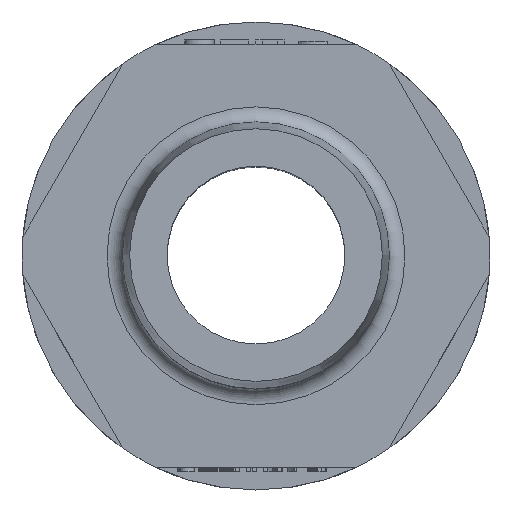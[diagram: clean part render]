
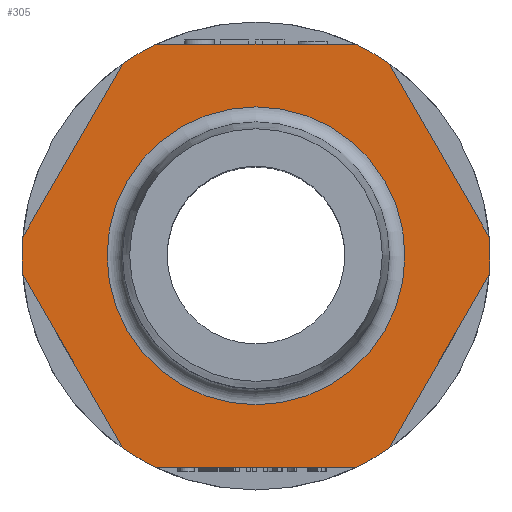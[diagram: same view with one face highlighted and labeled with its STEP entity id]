
A CAD part, top view. The second image highlights one B-rep face of the part: STEP entity #305.
In plain terms, the highlighted planar face has unit normal (0, 0, 1).
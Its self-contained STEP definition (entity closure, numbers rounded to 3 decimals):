
#262=CIRCLE('',#3102,15.);
#264=CIRCLE('',#3104,15.);
#266=CIRCLE('',#3106,15.);
#268=CIRCLE('',#3108,15.);
#270=CIRCLE('',#3110,15.);
#272=CIRCLE('',#3112,15.);
#276=CIRCLE('',#3118,9.55);
#305=ADVANCED_FACE('',(#959,#960),#478,.T.);
#478=PLANE('',#3119);
#589=LINE('',#4218,#743);
#594=LINE('',#4396,#748);
#601=LINE('',#4422,#755);
#605=LINE('',#4431,#759);
#610=LINE('',#4487,#764);
#611=LINE('',#4488,#765);
#743=VECTOR('',#3268,1.);
#748=VECTOR('',#3279,1.);
#755=VECTOR('',#3300,1.);
#759=VECTOR('',#3306,1.);
#764=VECTOR('',#3349,1.);
#765=VECTOR('',#3350,1.);
#959=FACE_BOUND('',#1023,.T.);
#960=FACE_BOUND('',#1024,.T.);
#1023=EDGE_LOOP('',(#1373));
#1024=EDGE_LOOP('',(#1374,#1375,#1376,#1377,#1378,#1379,#1380,#1381,#1382,
#1383,#1384,#1385));
#1373=ORIENTED_EDGE('',*,*,#2528,.T.);
#1374=ORIENTED_EDGE('',*,*,#2529,.F.);
#1375=ORIENTED_EDGE('',*,*,#2521,.F.);
#1376=ORIENTED_EDGE('',*,*,#2502,.T.);
#1377=ORIENTED_EDGE('',*,*,#2519,.F.);
#1378=ORIENTED_EDGE('',*,*,#2490,.T.);
#1379=ORIENTED_EDGE('',*,*,#2517,.F.);
#1380=ORIENTED_EDGE('',*,*,#2506,.F.);
#1381=ORIENTED_EDGE('',*,*,#2515,.F.);
#1382=ORIENTED_EDGE('',*,*,#2530,.F.);
#1383=ORIENTED_EDGE('',*,*,#2511,.F.);
#1384=ORIENTED_EDGE('',*,*,#2454,.T.);
#1385=ORIENTED_EDGE('',*,*,#2509,.F.);
#2156=VERTEX_POINT('',#4213);
#2158=VERTEX_POINT('',#4217);
#2194=VERTEX_POINT('',#4395);
#2195=VERTEX_POINT('',#4397);
#2203=VERTEX_POINT('',#4416);
#2206=VERTEX_POINT('',#4421);
#2208=VERTEX_POINT('',#4426);
#2210=VERTEX_POINT('',#4430);
#2213=VERTEX_POINT('',#4437);
#2214=VERTEX_POINT('',#4441);
#2217=VERTEX_POINT('',#4447);
#2218=VERTEX_POINT('',#4455);
#2224=VERTEX_POINT('',#4486);
#2454=EDGE_CURVE('',#2156,#2158,#589,.T.);
#2490=EDGE_CURVE('',#2195,#2194,#594,.T.);
#2502=EDGE_CURVE('',#2203,#2206,#601,.T.);
#2506=EDGE_CURVE('',#2210,#2208,#605,.T.);
#2509=EDGE_CURVE('',#2213,#2158,#262,.T.);
#2511=EDGE_CURVE('',#2156,#2214,#264,.T.);
#2515=EDGE_CURVE('',#2217,#2210,#266,.T.);
#2517=EDGE_CURVE('',#2208,#2194,#268,.T.);
#2519=EDGE_CURVE('',#2195,#2206,#270,.T.);
#2521=EDGE_CURVE('',#2203,#2218,#272,.T.);
#2528=EDGE_CURVE('',#2224,#2224,#276,.T.);
#2529=EDGE_CURVE('',#2218,#2213,#610,.T.);
#2530=EDGE_CURVE('',#2214,#2217,#611,.T.);
#3102=AXIS2_PLACEMENT_3D('',#4438,#3312,#3313);
#3104=AXIS2_PLACEMENT_3D('',#4440,#3316,#3317);
#3106=AXIS2_PLACEMENT_3D('',#4448,#3322,#3323);
#3108=AXIS2_PLACEMENT_3D('',#4450,#3326,#3327);
#3110=AXIS2_PLACEMENT_3D('',#4452,#3330,#3331);
#3112=AXIS2_PLACEMENT_3D('',#4454,#3334,#3335);
#3118=AXIS2_PLACEMENT_3D('',#4485,#3347,#3348);
#3119=AXIS2_PLACEMENT_3D('',#4489,#3351,#3352);
#3268=DIRECTION('',(1.,0.,0.));
#3279=DIRECTION('',(-1.,0.,0.));
#3300=DIRECTION('',(-0.5,0.866,0.));
#3306=DIRECTION('',(0.5,0.866,0.));
#3312=DIRECTION('',(0.,0.,-1.));
#3313=DIRECTION('',(1.,0.,0.));
#3316=DIRECTION('',(0.,0.,-1.));
#3317=DIRECTION('',(1.,0.,0.));
#3322=DIRECTION('',(0.,0.,-1.));
#3323=DIRECTION('',(1.,0.,0.));
#3326=DIRECTION('',(0.,0.,-1.));
#3327=DIRECTION('',(1.,0.,0.));
#3330=DIRECTION('',(0.,0.,-1.));
#3331=DIRECTION('',(1.,0.,0.));
#3334=DIRECTION('',(0.,0.,-1.));
#3335=DIRECTION('',(1.,0.,0.));
#3347=DIRECTION('',(0.,0.,-1.));
#3348=DIRECTION('',(1.,0.,0.));
#3349=DIRECTION('',(-0.5,-0.866,0.));
#3350=DIRECTION('',(-0.5,0.866,0.));
#3351=DIRECTION('',(0.,0.,1.));
#3352=DIRECTION('',(1.,0.,0.));
#4213=CARTESIAN_POINT('',(-165.434,49.95,-1.7));
#4217=CARTESIAN_POINT('',(-152.566,49.95,-1.7));
#4218=CARTESIAN_POINT('',(-146.,49.95,-1.7));
#4395=CARTESIAN_POINT('',(-165.434,77.05,-1.7));
#4396=CARTESIAN_POINT('',(-172.,77.05,-1.7));
#4397=CARTESIAN_POINT('',(-152.566,77.05,-1.7));
#4416=CARTESIAN_POINT('',(-144.048,64.703,-1.7));
#4421=CARTESIAN_POINT('',(-150.482,75.847,-1.7));
#4422=CARTESIAN_POINT('',(-153.765,81.533,-1.7));
#4426=CARTESIAN_POINT('',(-167.518,75.847,-1.7));
#4430=CARTESIAN_POINT('',(-173.952,64.703,-1.7));
#4431=CARTESIAN_POINT('',(-177.235,59.017,-1.7));
#4437=CARTESIAN_POINT('',(-150.482,51.153,-1.7));
#4438=CARTESIAN_POINT('',(-159.,63.5,-1.7));
#4440=CARTESIAN_POINT('',(-159.,63.5,-1.7));
#4441=CARTESIAN_POINT('',(-167.518,51.153,-1.7));
#4447=CARTESIAN_POINT('',(-173.952,62.297,-1.7));
#4448=CARTESIAN_POINT('',(-159.,63.5,-1.7));
#4450=CARTESIAN_POINT('',(-159.,63.5,-1.7));
#4452=CARTESIAN_POINT('',(-159.,63.5,-1.7));
#4454=CARTESIAN_POINT('',(-159.,63.5,-1.7));
#4455=CARTESIAN_POINT('',(-144.048,62.297,-1.7));
#4485=CARTESIAN_POINT('',(-159.,63.5,-1.7));
#4486=CARTESIAN_POINT('',(-149.45,63.5,-1.7));
#4487=CARTESIAN_POINT('',(-140.765,67.983,-1.7));
#4488=CARTESIAN_POINT('',(-164.235,45.467,-1.7));
#4489=CARTESIAN_POINT('',(-159.,63.5,-1.7));
